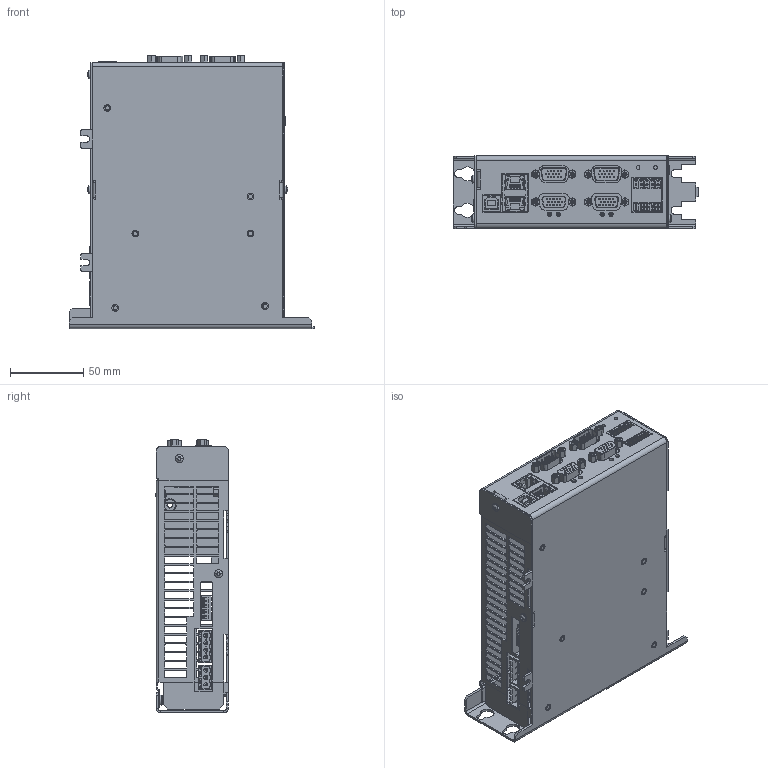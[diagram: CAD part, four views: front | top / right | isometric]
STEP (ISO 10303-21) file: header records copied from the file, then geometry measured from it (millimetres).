
FILE_DESCRIPTION((''),'2;1');
FILE_NAME('659973-01-K01_ASM','2021-07-16T15:36:00',('ch5084'),(''),'CREO PARAMETRIC BY PTC INC, 2019164','CREO PARAMETRIC BY PTC INC, 2019164','');
FILE_SCHEMA(('AUTOMOTIVE_DESIGN { 1 0 10303 214 1 1 1 1 }'));
Products named in the file (22): 687865-01-K01; 625480-01-A01; 893087-02-A01; 816765-01-A01; 687865-01-K01_ASM; 348994-01; 659969-01-K01; 513669-03; 325036-12; 658716-01-K01; 653121-01-K01; 660112-01-K01; 580760-03-K01; 664179-01-K01; 676761-01-A01_ASM; 659970-01-K01; 238326-06; 659972-01-K01_ASM; 316698-02-A01; 200587-67; 257201-12-K01; 659973-01-K01_ASM
Assembly tree (48 placements, depth 3):
  659973-01-K01_ASM
    687865-01-K01_ASM
      687865-01-K01
      625480-01-A01  x4
      893087-02-A01  x6
      816765-01-A01  x6
    676761-01-A01_ASM
      348994-01
      659969-01-K01
      513669-03  x2
      325036-12  x2
      658716-01-K01  x2
      653121-01-K01
      660112-01-K01
      580760-03-K01
      664179-01-K01
    659972-01-K01_ASM
      659970-01-K01
      625480-01-A01
      238326-06
    316698-02-A01
    200587-67  x4
    257201-12-K01  x8
Bounding box: 168 x 49.77 x 187 mm (x, y, z)
Volume: 144161.3 mm3; surface area: 186536.1 mm2
Topology: 45 solids, 45 shells, 4649 faces, 11671 edges, 7395 vertices
Faces by surface type: plane 3071, cylinder 1184, cone 342, torus 34, sphere 18
Entity records: 142196 total; most frequent: CARTESIAN_POINT 20880, ORIENTED_EDGE 19182, DIRECTION 19090, EDGE_CURVE 9591, VECTOR 7294, LINE 7294, VERTEX_POINT 6120, AXIS2_PLACEMENT_3D 5898
